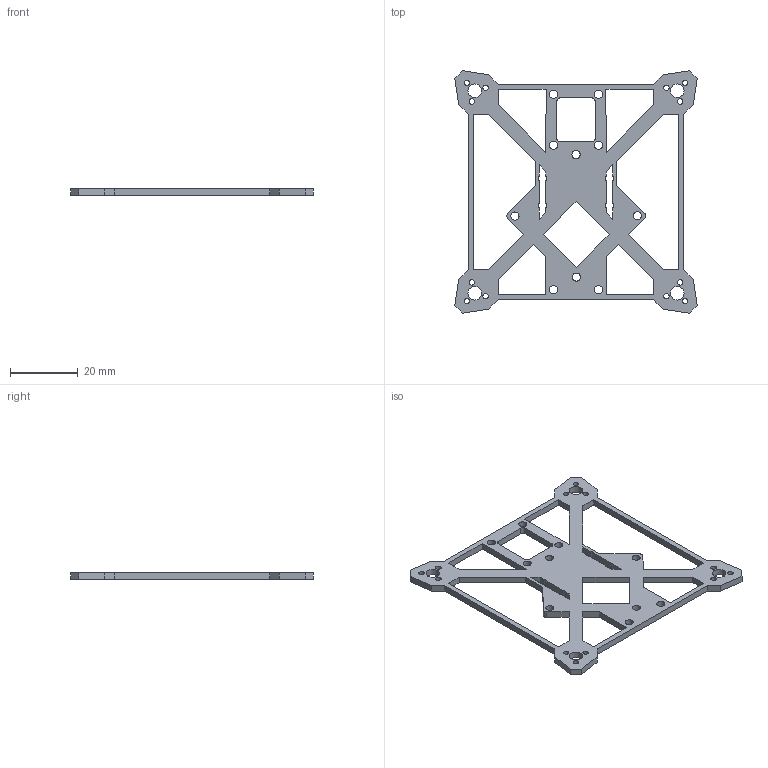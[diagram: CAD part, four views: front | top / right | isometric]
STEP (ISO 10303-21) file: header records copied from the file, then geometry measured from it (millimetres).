
FILE_DESCRIPTION(/* description */ ('','CAx-IF Rec.Pracs.---Representation and Presentation of Product Manufacturing Information (PMI)---4.0---2014-10-13'),/* implementation_level */ '2;1');
FILE_NAME(/* name */ 'STEP Iron-Skull RC NOOB Spec 2mm Frame V1.step',/* time_stamp */ '2025-03-23T17:23:45Z',/* author */ (''),/* organization */ (''),/* preprocessor_version */ 'ST-DEVELOPER v20',/* originating_system */ 'Autodesk Translation Framework v13.20.0.188',/* authorisation */ '');
FILE_SCHEMA (('AP242_MANAGED_MODEL_BASED_3D_ENGINEERING_MIM_LF { 1 0 10303 442 1 1 4 }'));
Length unit declared in the file: millimetre
Products named in the file (1): TEST
Bounding box: 71.42 x 71.43 x 2 mm (x, y, z)
Volume: 3951.2 mm3; surface area: 6134.3 mm2
Topology: 1 solids, 1 shells, 126 faces, 372 edges, 248 vertices
Faces by surface type: plane 86, cylinder 40
Full cylindrical faces by diameter (mm): 1.6 x12, 2.4 x10, 4 x4
Entity records: 4373 total; most frequent: CARTESIAN_POINT 747, ORIENTED_EDGE 744, DIRECTION 706, EDGE_CURVE 372, LINE 292, VECTOR 292, VERTEX_POINT 248, AXIS2_PLACEMENT_3D 207
